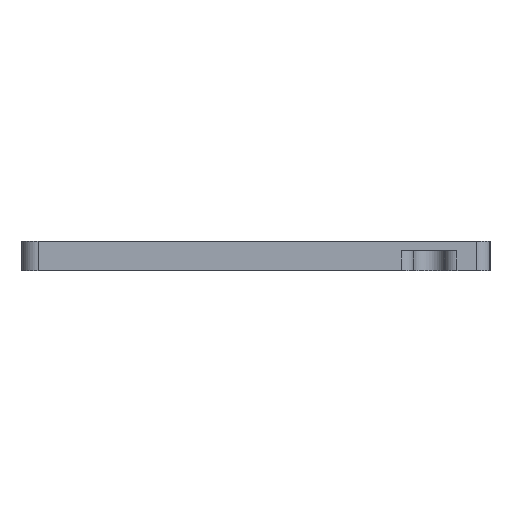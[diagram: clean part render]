
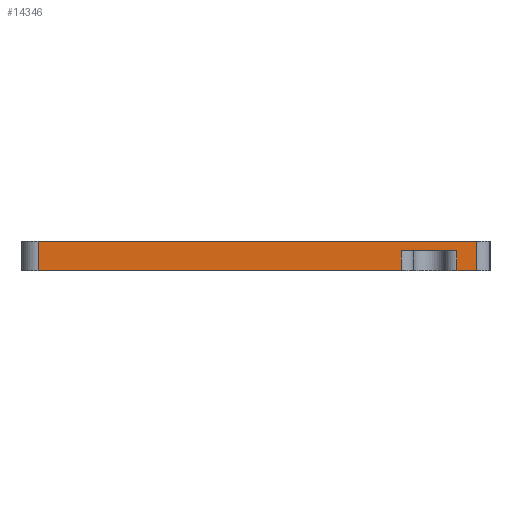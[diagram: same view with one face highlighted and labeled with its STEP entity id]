
A CAD part, left-side view. The second image highlights one B-rep face of the part: STEP entity #14346.
In plain terms, the highlighted planar face has unit normal (-1, 0, 0).
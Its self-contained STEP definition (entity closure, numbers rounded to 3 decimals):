
#95=PLANE('',#15512);
#433=FACE_OUTER_BOUND('',#1216,.T.);
#1216=EDGE_LOOP('',(#10124,#10125,#10126,#10127,#10128,#10129,#10130,#10131));
#2036=LINE('',#21405,#3450);
#2039=LINE('',#21417,#3453);
#2301=LINE('',#22670,#3715);
#2302=LINE('',#22673,#3716);
#2303=LINE('',#22674,#3717);
#2304=LINE('',#22676,#3718);
#2305=LINE('',#22678,#3719);
#2306=LINE('',#22679,#3720);
#3450=VECTOR('',#16789,10.);
#3453=VECTOR('',#16798,10.);
#3715=VECTOR('',#17798,10.);
#3716=VECTOR('',#17801,10.);
#3717=VECTOR('',#17802,10.);
#3718=VECTOR('',#17803,10.);
#3719=VECTOR('',#17804,10.);
#3720=VECTOR('',#17805,10.);
#5730=VERTEX_POINT('',#21402);
#5731=VERTEX_POINT('',#21404);
#5736=VERTEX_POINT('',#21414);
#5737=VERTEX_POINT('',#21416);
#6359=VERTEX_POINT('',#22668);
#6360=VERTEX_POINT('',#22672);
#6361=VERTEX_POINT('',#22675);
#6362=VERTEX_POINT('',#22677);
#7231=EDGE_CURVE('',#5731,#5730,#2036,.T.);
#7237=EDGE_CURVE('',#5737,#5736,#2039,.T.);
#7865=EDGE_CURVE('',#6359,#5736,#2301,.T.);
#7866=EDGE_CURVE('',#6359,#6360,#2302,.T.);
#7867=EDGE_CURVE('',#5731,#6360,#2303,.T.);
#7868=EDGE_CURVE('',#5730,#6361,#2304,.T.);
#7869=EDGE_CURVE('',#6362,#6361,#2305,.T.);
#7870=EDGE_CURVE('',#5737,#6362,#2306,.T.);
#10124=ORIENTED_EDGE('',*,*,#7865,.F.);
#10125=ORIENTED_EDGE('',*,*,#7866,.T.);
#10126=ORIENTED_EDGE('',*,*,#7867,.F.);
#10127=ORIENTED_EDGE('',*,*,#7231,.T.);
#10128=ORIENTED_EDGE('',*,*,#7868,.T.);
#10129=ORIENTED_EDGE('',*,*,#7869,.F.);
#10130=ORIENTED_EDGE('',*,*,#7870,.F.);
#10131=ORIENTED_EDGE('',*,*,#7237,.T.);
#14346=ADVANCED_FACE('',(#433),#95,.T.);
#15512=AXIS2_PLACEMENT_3D('',#22671,#17799,#17800);
#16789=DIRECTION('',(0.,-1.,0.));
#16798=DIRECTION('',(0.,-1.,0.));
#17798=DIRECTION('',(0.,0.,-1.));
#17799=DIRECTION('center_axis',(-1.,0.,0.));
#17800=DIRECTION('ref_axis',(0.,-1.,0.));
#17801=DIRECTION('',(0.,-1.,0.));
#17802=DIRECTION('',(0.,0.,1.));
#17803=DIRECTION('',(0.,0.,1.));
#17804=DIRECTION('',(0.,-1.,0.));
#17805=DIRECTION('',(0.,0.,1.));
#21402=CARTESIAN_POINT('',(15.404,12.949,0.));
#21404=CARTESIAN_POINT('',(15.404,16.09,0.));
#21405=CARTESIAN_POINT('',(15.404,84.499,0.));
#21414=CARTESIAN_POINT('',(15.404,25.19,0.));
#21416=CARTESIAN_POINT('',(15.404,84.499,0.));
#21417=CARTESIAN_POINT('',(15.404,84.499,0.));
#22668=CARTESIAN_POINT('',(15.404,25.19,3.25));
#22670=CARTESIAN_POINT('',(15.404,25.19,0.));
#22671=CARTESIAN_POINT('Origin',(15.404,84.499,0.));
#22672=CARTESIAN_POINT('',(15.404,16.09,3.25));
#22673=CARTESIAN_POINT('',(15.404,52.57,3.25));
#22674=CARTESIAN_POINT('',(15.404,16.09,0.));
#22675=CARTESIAN_POINT('',(15.404,12.949,4.75));
#22676=CARTESIAN_POINT('',(15.404,12.949,0.));
#22677=CARTESIAN_POINT('',(15.404,84.499,4.75));
#22678=CARTESIAN_POINT('',(15.404,84.499,4.75));
#22679=CARTESIAN_POINT('',(15.404,84.499,0.));
